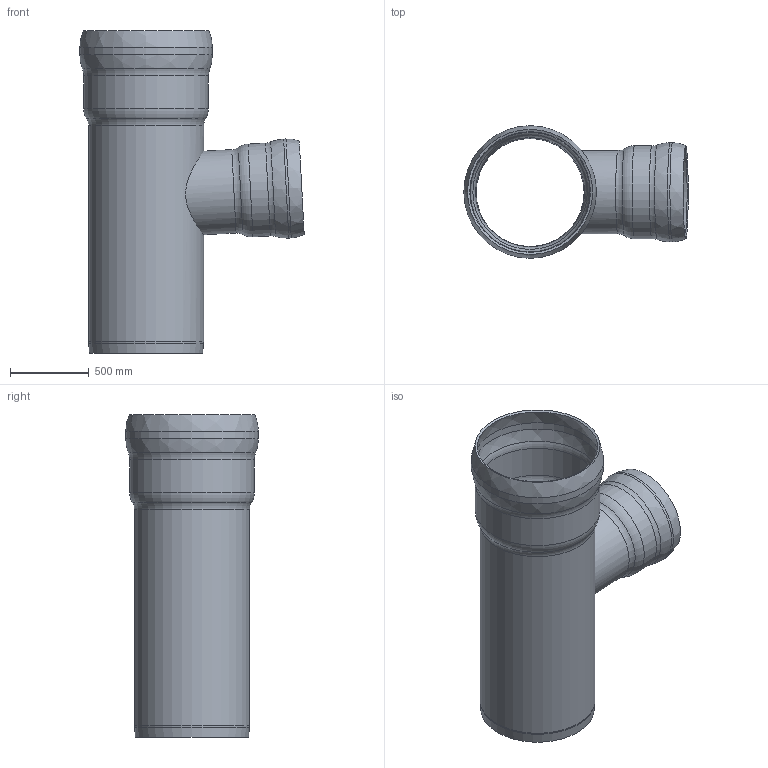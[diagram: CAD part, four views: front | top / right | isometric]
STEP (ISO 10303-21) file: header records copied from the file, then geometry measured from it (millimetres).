
FILE_DESCRIPTION(/* description */ (''),/* implementation_level */ '2;1');
FILE_NAME(/* name */ '00230.CB0X_3D.stp',/* time_stamp */ '2024-12-11T12:40:31+01:00',/* author */ ('CAD'),/* organization */ (''),/* preprocessor_version */ 'ST-DEVELOPER v20',/* originating_system */ 'AutoCAD Mechanical',/* authorisation */ '');
FILE_SCHEMA (('AUTOMOTIVE_DESIGN { 1 0 10303 214 3 1 1 }'));
Length unit declared in the file: centimetre
Products named in the file (2): Product; *S0
Assembly tree (1 placements, depth 2):
  Product
    *S0
Bounding box: 1425.19 x 842 x 2049.97 mm (x, y, z)
Volume: 90629740.5 mm3; surface area: 11638858.9 mm2
Topology: 2 solids, 2 shells, 41 faces, 119 edges, 78 vertices
Faces by surface type: cylinder 14, torus 14, bspline 8, cone 5
Full cylindrical faces by diameter (mm): 500 x2, 530 x1, 560 x1, 590 x1, 600 x1, 630 x1, 698 x1, 730 x1, 760 x1, 792 x1, 810 x1, 842 x1
Entity records: 2095 total; most frequent: CARTESIAN_POINT 919, DIRECTION 269, ORIENTED_EDGE 236, AXIS2_PLACEMENT_3D 124, EDGE_CURVE 118, CIRCLE 88, VERTEX_POINT 76, EDGE_LOOP 42
